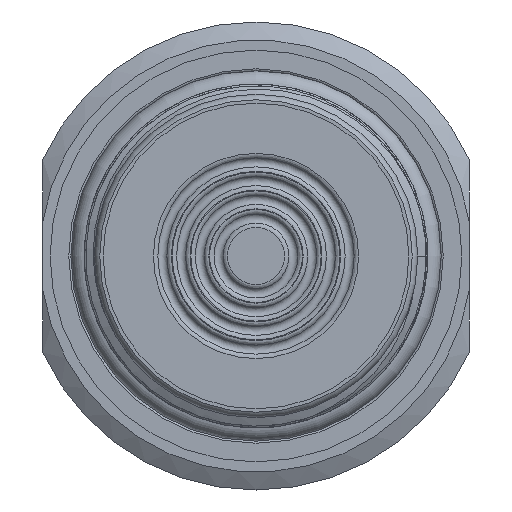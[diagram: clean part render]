
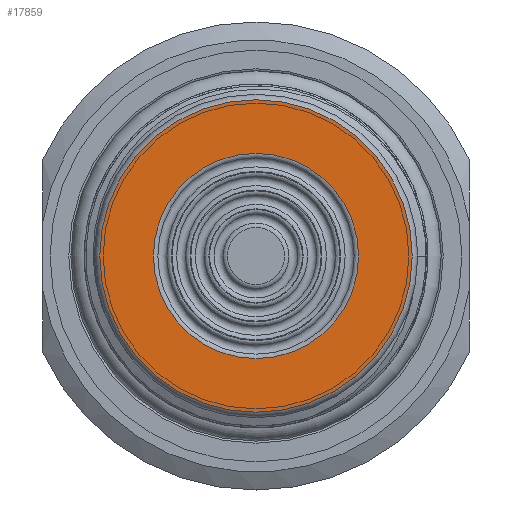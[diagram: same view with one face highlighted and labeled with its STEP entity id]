
A CAD part, left-side view. The second image highlights one B-rep face of the part: STEP entity #17859.
In plain terms, the highlighted planar face has unit normal (-1, 0, 0).
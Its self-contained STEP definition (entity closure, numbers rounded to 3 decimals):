
#259=FACE_BOUND('',#3063,.T.);
#1016=PLANE('',#18732);
#2013=FACE_OUTER_BOUND('',#3062,.T.);
#3062=EDGE_LOOP('',(#16595));
#3063=EDGE_LOOP('',(#16596));
#3408=CIRCLE('',#18733,15.025);
#3409=CIRCLE('',#18734,9.866);
#8563=VERTEX_POINT('',#54626);
#8564=VERTEX_POINT('',#54628);
#11249=EDGE_CURVE('',#8563,#8563,#3408,.T.);
#11250=EDGE_CURVE('',#8564,#8564,#3409,.T.);
#16595=ORIENTED_EDGE('',*,*,#11249,.F.);
#16596=ORIENTED_EDGE('',*,*,#11250,.T.);
#17859=ADVANCED_FACE('',(#2013,#259),#1016,.T.);
#18732=AXIS2_PLACEMENT_3D('',#54625,#21338,#21339);
#18733=AXIS2_PLACEMENT_3D('',#54627,#21340,#21341);
#18734=AXIS2_PLACEMENT_3D('',#54629,#21342,#21343);
#21338=DIRECTION('center_axis',(-1.,0.,0.));
#21339=DIRECTION('ref_axis',(0.,0.,1.));
#21340=DIRECTION('center_axis',(1.,0.,0.));
#21341=DIRECTION('ref_axis',(0.,0.,-1.));
#21342=DIRECTION('center_axis',(1.,0.,0.));
#21343=DIRECTION('ref_axis',(0.,0.,-1.));
#54625=CARTESIAN_POINT('Origin',(0.,15.025,0.));
#54626=CARTESIAN_POINT('',(0.,-15.025,0.));
#54627=CARTESIAN_POINT('Origin',(0.,0.,0.));
#54628=CARTESIAN_POINT('',(0.,0.,9.866));
#54629=CARTESIAN_POINT('Origin',(0.,0.,0.));
